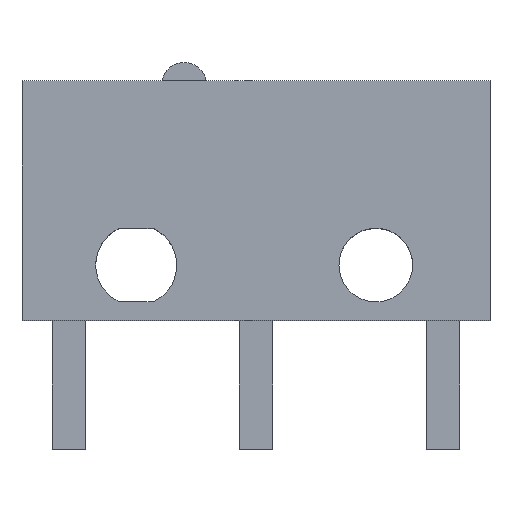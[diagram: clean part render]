
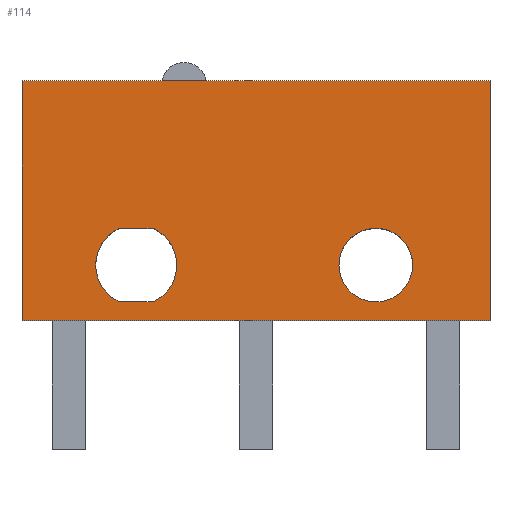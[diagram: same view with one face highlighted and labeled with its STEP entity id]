
A CAD part, top view. The second image highlights one B-rep face of the part: STEP entity #114.
In plain terms, the highlighted planar face has unit normal (0, 0, 1).
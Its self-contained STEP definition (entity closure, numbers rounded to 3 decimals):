
#13 = EDGE_LOOP ( 'NONE', ( #751, #431 ) ) ;
#18 = CIRCLE ( 'NONE', #945, 1.1 ) ;
#21 = CARTESIAN_POINT ( 'NONE',  ( 3.25, 1.5, 2.9 ) ) ;
#34 = CIRCLE ( 'NONE', #84, 1.1 ) ;
#38 = VERTEX_POINT ( 'NONE', #137 ) ;
#42 = DIRECTION ( 'NONE',  ( -1., 0., 0. ) ) ;
#46 = EDGE_LOOP ( 'NONE', ( #63, #727, #436, #414, #446 ) ) ;
#52 = DIRECTION ( 'NONE',  ( 0., 1., 0. ) ) ;
#60 = CARTESIAN_POINT ( 'NONE',  ( -2.792, 0.5, 2.9 ) ) ;
#63 = ORIENTED_EDGE ( 'NONE', *, *, #240, .F. ) ;
#83 = CIRCLE ( 'NONE', #673, 1.1 ) ;
#84 = AXIS2_PLACEMENT_3D ( 'NONE', #457, #790, #1027 ) ;
#87 = EDGE_CURVE ( 'NONE', #828, #956, #475, .T. ) ;
#114 = ADVANCED_FACE ( 'NONE', ( #484, #791, #649 ), #1041, .T. ) ;
#137 = CARTESIAN_POINT ( 'NONE',  ( 6.35, 6.5, 2.9 ) ) ;
#146 = CARTESIAN_POINT ( 'NONE',  ( 2.25, 1.5, 2.9 ) ) ;
#147 = CIRCLE ( 'NONE', #676, 1. ) ;
#189 = CARTESIAN_POINT ( 'NONE',  ( -2.5, 2.5, 2.9 ) ) ;
#199 = CARTESIAN_POINT ( 'NONE',  ( 6.35, -3.5, 2.9 ) ) ;
#223 = EDGE_CURVE ( 'NONE', #426, #464, #83, .T. ) ;
#240 = EDGE_CURVE ( 'NONE', #244, #464, #412, .T. ) ;
#242 = CARTESIAN_POINT ( 'NONE',  ( -3.25, 1.5, 2.9 ) ) ;
#244 = VERTEX_POINT ( 'NONE', #580 ) ;
#259 = LINE ( 'NONE', #189, #863 ) ;
#308 = DIRECTION ( 'NONE',  ( 0., 0., 1. ) ) ;
#309 = EDGE_CURVE ( 'NONE', #38, #956, #448, .T. ) ;
#317 = VERTEX_POINT ( 'NONE', #533 ) ;
#325 = CARTESIAN_POINT ( 'NONE',  ( -6.35, -3.5, 2.9 ) ) ;
#334 = VECTOR ( 'NONE', #465, 1000. ) ;
#357 = ORIENTED_EDGE ( 'NONE', *, *, #534, .T. ) ;
#376 = DIRECTION ( 'NONE',  ( 0., 0., -1. ) ) ;
#384 = EDGE_CURVE ( 'NONE', #651, #618, #147, .T. ) ;
#390 = ORIENTED_EDGE ( 'NONE', *, *, #309, .T. ) ;
#392 = VECTOR ( 'NONE', #438, 1000. ) ;
#397 = EDGE_CURVE ( 'NONE', #643, #317, #259, .T. ) ;
#405 = CARTESIAN_POINT ( 'NONE',  ( 0., 3.25, 2.9 ) ) ;
#406 = CARTESIAN_POINT ( 'NONE',  ( -2.792, 2.5, 2.9 ) ) ;
#412 = LINE ( 'NONE', #821, #392 ) ;
#414 = ORIENTED_EDGE ( 'NONE', *, *, #975, .T. ) ;
#419 = DIRECTION ( 'NONE',  ( 0., 0., -1. ) ) ;
#426 = VERTEX_POINT ( 'NONE', #590 ) ;
#430 = DIRECTION ( 'NONE',  ( 1., 0., 0. ) ) ;
#431 = ORIENTED_EDGE ( 'NONE', *, *, #384, .T. ) ;
#435 = DIRECTION ( 'NONE',  ( -1., 0., 0. ) ) ;
#436 = ORIENTED_EDGE ( 'NONE', *, *, #397, .F. ) ;
#438 = DIRECTION ( 'NONE',  ( 1., 0., 0. ) ) ;
#443 = DIRECTION ( 'NONE',  ( 1., 0., 0. ) ) ;
#446 = ORIENTED_EDGE ( 'NONE', *, *, #223, .T. ) ;
#448 = LINE ( 'NONE', #898, #655 ) ;
#456 = CARTESIAN_POINT ( 'NONE',  ( -3.25, 1.5, 2.9 ) ) ;
#457 = CARTESIAN_POINT ( 'NONE',  ( -3.25, 1.5, 2.9 ) ) ;
#463 = LINE ( 'NONE', #199, #700 ) ;
#464 = VERTEX_POINT ( 'NONE', #60 ) ;
#465 = DIRECTION ( 'NONE',  ( 1., 0., 0. ) ) ;
#475 = LINE ( 'NONE', #325, #728 ) ;
#484 = FACE_OUTER_BOUND ( 'NONE', #563, .T. ) ;
#487 = DIRECTION ( 'NONE',  ( 1., 0., 0. ) ) ;
#497 = CARTESIAN_POINT ( 'NONE',  ( -6.35, 0., 2.9 ) ) ;
#516 = EDGE_CURVE ( 'NONE', #244, #317, #34, .T. ) ;
#533 = CARTESIAN_POINT ( 'NONE',  ( -3.708, 2.5, 2.9 ) ) ;
#534 = EDGE_CURVE ( 'NONE', #828, #1004, #849, .T. ) ;
#543 = CARTESIAN_POINT ( 'NONE',  ( -6.35, 6.5, 2.9 ) ) ;
#563 = EDGE_LOOP ( 'NONE', ( #646, #357, #692, #390 ) ) ;
#568 = DIRECTION ( 'NONE',  ( 0., 0., -1. ) ) ;
#580 = CARTESIAN_POINT ( 'NONE',  ( -3.708, 0.5, 2.9 ) ) ;
#590 = CARTESIAN_POINT ( 'NONE',  ( -2.15, 1.5, 2.9 ) ) ;
#618 = VERTEX_POINT ( 'NONE', #877 ) ;
#633 = DIRECTION ( 'NONE',  ( 0., 1., 0. ) ) ;
#643 = VERTEX_POINT ( 'NONE', #406 ) ;
#644 = DIRECTION ( 'NONE',  ( 1., 0., 0. ) ) ;
#646 = ORIENTED_EDGE ( 'NONE', *, *, #87, .F. ) ;
#649 = FACE_BOUND ( 'NONE', #46, .T. ) ;
#651 = VERTEX_POINT ( 'NONE', #146 ) ;
#655 = VECTOR ( 'NONE', #42, 1000. ) ;
#673 = AXIS2_PLACEMENT_3D ( 'NONE', #242, #568, #487 ) ;
#676 = AXIS2_PLACEMENT_3D ( 'NONE', #21, #419, #430 ) ;
#677 = AXIS2_PLACEMENT_3D ( 'NONE', #935, #768, #443 ) ;
#692 = ORIENTED_EDGE ( 'NONE', *, *, #962, .T. ) ;
#700 = VECTOR ( 'NONE', #52, 1000. ) ;
#709 = CARTESIAN_POINT ( 'NONE',  ( 0., 0., 2.9 ) ) ;
#727 = ORIENTED_EDGE ( 'NONE', *, *, #516, .T. ) ;
#728 = VECTOR ( 'NONE', #633, 1000. ) ;
#751 = ORIENTED_EDGE ( 'NONE', *, *, #965, .T. ) ;
#766 = CIRCLE ( 'NONE', #677, 1. ) ;
#768 = DIRECTION ( 'NONE',  ( 0., 0., -1. ) ) ;
#783 = DIRECTION ( 'NONE',  ( 1., 0., 0. ) ) ;
#790 = DIRECTION ( 'NONE',  ( 0., 0., -1. ) ) ;
#791 = FACE_BOUND ( 'NONE', #13, .T. ) ;
#821 = CARTESIAN_POINT ( 'NONE',  ( -2.5, 0.5, 2.9 ) ) ;
#828 = VERTEX_POINT ( 'NONE', #497 ) ;
#849 = LINE ( 'NONE', #709, #334 ) ;
#863 = VECTOR ( 'NONE', #435, 1000. ) ;
#877 = CARTESIAN_POINT ( 'NONE',  ( 4.25, 1.5, 2.9 ) ) ;
#898 = CARTESIAN_POINT ( 'NONE',  ( 0., 6.5, 2.9 ) ) ;
#923 = AXIS2_PLACEMENT_3D ( 'NONE', #405, #308, #644 ) ;
#935 = CARTESIAN_POINT ( 'NONE',  ( 3.25, 1.5, 2.9 ) ) ;
#945 = AXIS2_PLACEMENT_3D ( 'NONE', #456, #376, #783 ) ;
#956 = VERTEX_POINT ( 'NONE', #543 ) ;
#962 = EDGE_CURVE ( 'NONE', #1004, #38, #463, .T. ) ;
#965 = EDGE_CURVE ( 'NONE', #618, #651, #766, .T. ) ;
#975 = EDGE_CURVE ( 'NONE', #643, #426, #18, .T. ) ;
#984 = CARTESIAN_POINT ( 'NONE',  ( 6.35, 0., 2.9 ) ) ;
#1004 = VERTEX_POINT ( 'NONE', #984 ) ;
#1027 = DIRECTION ( 'NONE',  ( 1., 0., 0. ) ) ;
#1041 = PLANE ( 'NONE',  #923 ) ;
